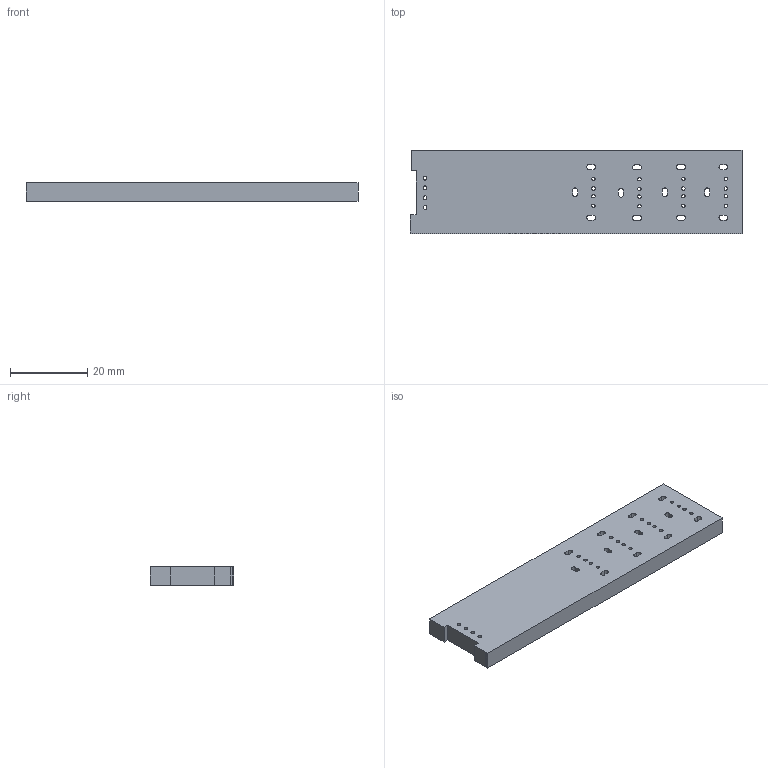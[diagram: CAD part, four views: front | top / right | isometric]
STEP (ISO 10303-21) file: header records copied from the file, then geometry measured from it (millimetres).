
FILE_DESCRIPTION(('KiCad electronic assembly'),'2;1');
FILE_NAME('4ports usb HUB.step','2022-07-12T10:15:06',('Pcbnew'),( 'Kicad'),'Open CASCADE STEP processor 7.5','KiCad to STEP converter' ,'Unknown');
FILE_SCHEMA(('AUTOMOTIVE_DESIGN { 1 0 10303 214 1 1 1 1 }'));
Length unit declared in the file: millimetre
Products named in the file (2): 4ports usb HUB 1; 4ports usb HUB PCB
Assembly tree (1 placements, depth 2):
  4ports usb HUB 1
    4ports usb HUB PCB
Bounding box: 86.1 x 21.6 x 4.69 mm (x, y, z)
Volume: 8418.9 mm3; surface area: 5226.1 mm2
Topology: 1 solids, 1 shells, 82 faces, 240 edges, 160 vertices
Faces by surface type: cylinder 44, plane 38
Full cylindrical faces by diameter (mm): 0.9 x16, 1 x4
Entity records: 6311 total; most frequent: CARTESIAN_POINT 1492, DIRECTION 888, LINE 544, VECTOR 544, ORIENTED_EDGE 480, PCURVE 480, DEFINITIONAL_REPRESENTATION 480, EDGE_CURVE 240
